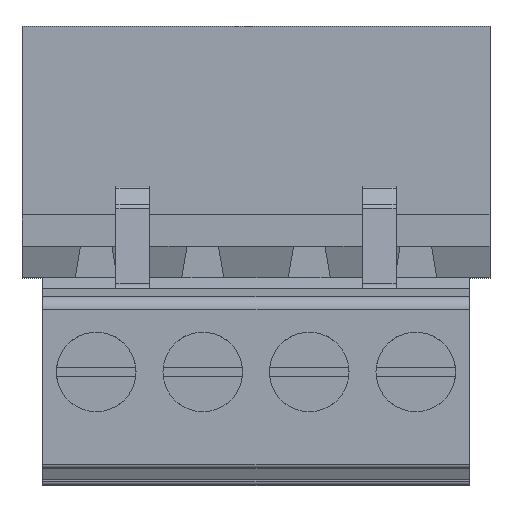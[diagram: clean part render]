
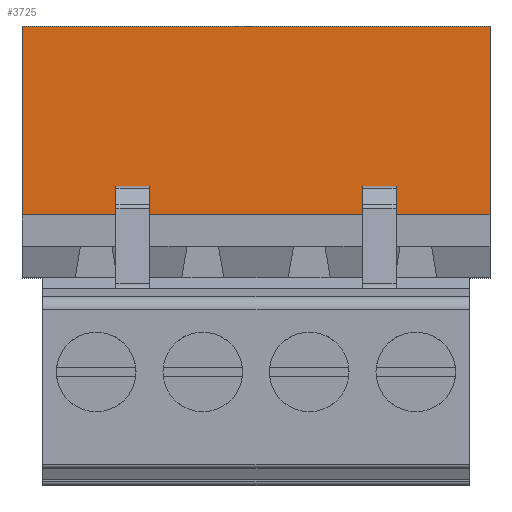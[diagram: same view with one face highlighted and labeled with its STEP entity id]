
A CAD part, top view. The second image highlights one B-rep face of the part: STEP entity #3725.
In plain terms, the highlighted planar face has unit normal (0, 0, 1).
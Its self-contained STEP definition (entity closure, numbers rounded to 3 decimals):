
#1928 = VERTEX_POINT('',#1929);
#1929 = CARTESIAN_POINT('',(-3.54,-7.,7.6));
#1955 = VERTEX_POINT('',#1956);
#1956 = CARTESIAN_POINT('',(18.78,-7.,7.6));
#1962 = EDGE_CURVE('',#1928,#1955,#1963,.T.);
#1963 = LINE('',#1964,#1965);
#1964 = CARTESIAN_POINT('',(-3.54,-7.,7.6));
#1965 = VECTOR('',#1966,1.);
#1966 = DIRECTION('',(1.,0.,0.));
#2452 = VERTEX_POINT('',#2453);
#2453 = CARTESIAN_POINT('',(-3.54,2.,7.6));
#2476 = EDGE_CURVE('',#1928,#2452,#2477,.T.);
#2477 = LINE('',#2478,#2479);
#2478 = CARTESIAN_POINT('',(-3.54,-7.,7.6));
#2479 = VECTOR('',#2480,1.);
#2480 = DIRECTION('',(0.,1.,0.));
#2628 = VERTEX_POINT('',#2629);
#2629 = CARTESIAN_POINT('',(18.78,2.,7.6));
#2647 = EDGE_CURVE('',#1955,#2628,#2648,.T.);
#2648 = LINE('',#2649,#2650);
#2649 = CARTESIAN_POINT('',(18.78,-7.,7.6));
#2650 = VECTOR('',#2651,1.);
#2651 = DIRECTION('',(0.,1.,0.));
#3725 = ADVANCED_FACE('',(#3726),#3737,.T.);
#3726 = FACE_BOUND('',#3727,.T.);
#3727 = EDGE_LOOP('',(#3728,#3729,#3730,#3736));
#3728 = ORIENTED_EDGE('',*,*,#1962,.T.);
#3729 = ORIENTED_EDGE('',*,*,#2647,.T.);
#3730 = ORIENTED_EDGE('',*,*,#3731,.F.);
#3731 = EDGE_CURVE('',#2452,#2628,#3732,.T.);
#3732 = LINE('',#3733,#3734);
#3733 = CARTESIAN_POINT('',(-3.54,2.,7.6));
#3734 = VECTOR('',#3735,1.);
#3735 = DIRECTION('',(1.,0.,0.));
#3736 = ORIENTED_EDGE('',*,*,#2476,.F.);
#3737 = PLANE('',#3738);
#3738 = AXIS2_PLACEMENT_3D('',#3739,#3740,#3741);
#3739 = CARTESIAN_POINT('',(-3.54,-7.,7.6));
#3740 = DIRECTION('',(0.,0.,1.));
#3741 = DIRECTION('',(0.,1.,0.));
